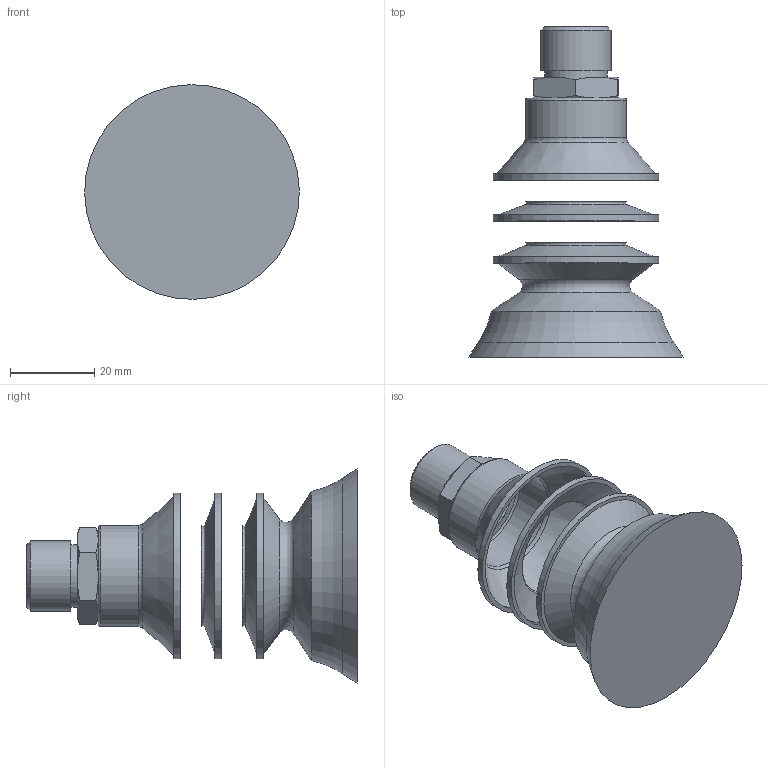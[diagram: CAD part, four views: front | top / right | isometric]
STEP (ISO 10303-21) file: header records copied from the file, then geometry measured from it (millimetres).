
FILE_DESCRIPTION(/* description */ (''),/* implementation_level */ '2;1');
FILE_NAME(/* name */ 'vf51-3sh30sb_rac7r3-8m.stp',/* time_stamp */ '2024-11-04T08:37:44+01:00',/* author */ ('enginyeria2'),/* organization */ (''),/* preprocessor_version */ 'ST-DEVELOPER v20',/* originating_system */ 'Autodesk Inventor 2024',/* authorisation */ '');
FILE_SCHEMA (('AUTOMOTIVE_DESIGN { 1 0 10303 214 3 1 1 }'));
Length unit declared in the file: centimetre
Products named in the file (1): Pieza6
Bounding box: 51 x 78.5 x 51 mm (x, y, z)
Volume: 57996.1 mm3; surface area: 13377.3 mm2
Topology: 1 solids, 1 shells, 53 faces, 99 edges, 58 vertices
Faces by surface type: cone 22, plane 18, cylinder 7, torus 6
Full cylindrical faces by diameter (mm): 6 x1, 14.95 x1, 16.662 x1, 24 x1, 39.3 x3
Entity records: 1397 total; most frequent: CARTESIAN_POINT 259, DIRECTION 235, ORIENTED_EDGE 198, AXIS2_PLACEMENT_3D 106, EDGE_CURVE 99, EDGE_LOOP 63, VERTEX_POINT 58, STYLED_ITEM 54
